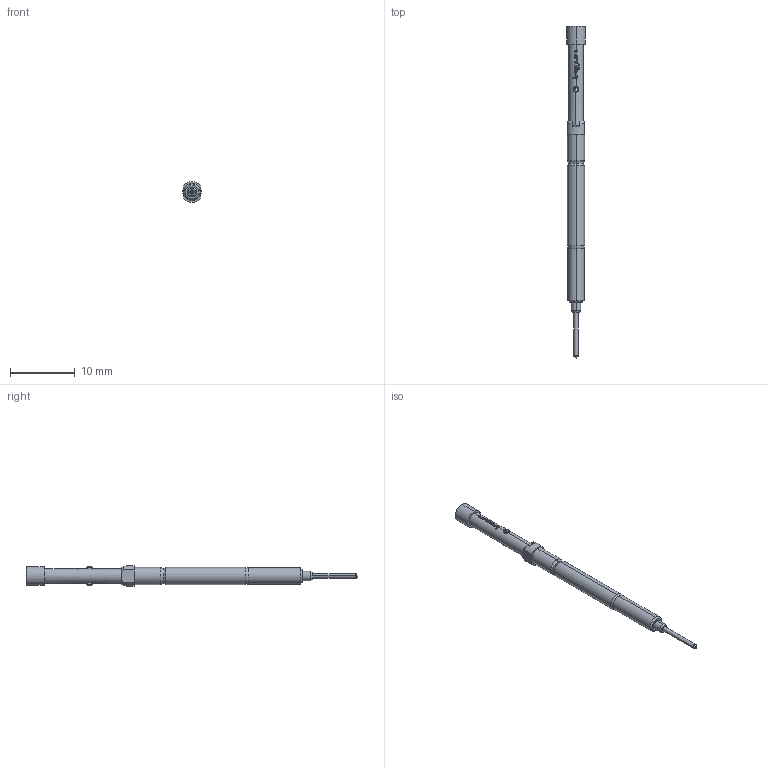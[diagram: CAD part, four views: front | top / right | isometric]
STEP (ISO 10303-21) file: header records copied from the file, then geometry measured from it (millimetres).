
FILE_DESCRIPTION (( 'STEP AP203' ), '1' );
FILE_NAME ('INGUN_SKS-465_352_300_A_xx02_SF.STEP', '2020-09-10T12:47:22', ( '' ), ( '' ), 'SwSTEP 2.0', 'SolidWorks 2018', '' );
FILE_SCHEMA (( 'CONFIG_CONTROL_DESIGN' ));
Length unit declared in the file: millimetre
Products named in the file (1): INGUN_SKS-465_352_300_A_xx02_SF
Bounding box: 2.9 x 51.3 x 3.2 mm (x, y, z)
Volume: 220.8 mm3; surface area: 392.8 mm2
Topology: 1 solids, 1 shells, 163 faces, 438 edges, 280 vertices
Faces by surface type: plane 69, cylinder 39, bspline 26, cone 20, torus 9
Entity records: 5693 total; most frequent: CARTESIAN_POINT 1728, ORIENTED_EDGE 876, DIRECTION 739, EDGE_CURVE 438, AXIS2_PLACEMENT_3D 288, VERTEX_POINT 280, EDGE_LOOP 168, FACE_OUTER_BOUND 163
